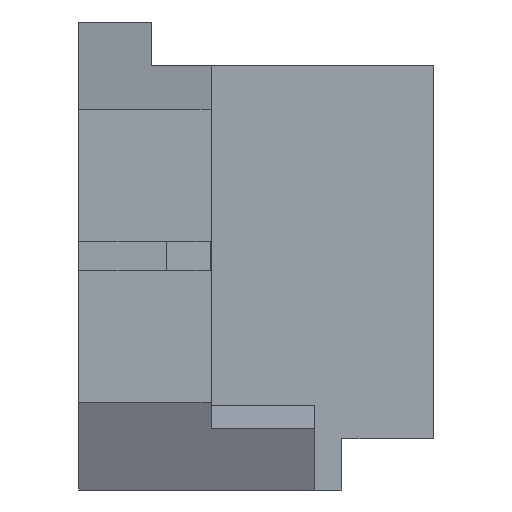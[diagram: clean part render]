
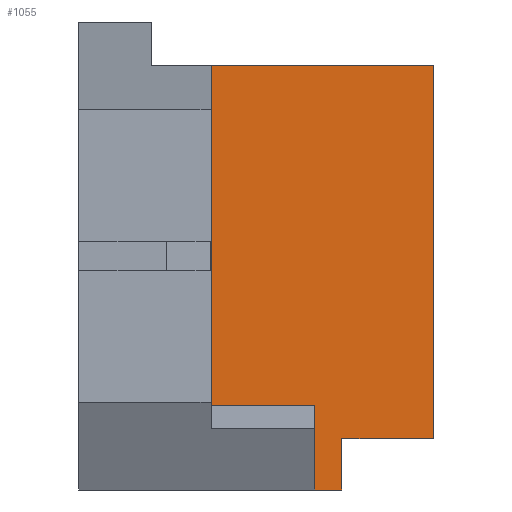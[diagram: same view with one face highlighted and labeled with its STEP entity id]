
A CAD part, left-side view. The second image highlights one B-rep face of the part: STEP entity #1055.
In plain terms, the highlighted planar face has unit normal (-1, 0, 0).
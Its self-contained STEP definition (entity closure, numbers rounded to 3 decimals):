
#63=LINE('',#1590,#156);
#103=LINE('',#1732,#196);
#106=LINE('',#1737,#199);
#107=LINE('',#1739,#200);
#108=LINE('',#1742,#201);
#119=LINE('',#1776,#212);
#124=LINE('',#1785,#217);
#125=LINE('',#1787,#218);
#156=VECTOR('',#1273,10.);
#196=VECTOR('',#1421,10.);
#199=VECTOR('',#1426,10.);
#200=VECTOR('',#1429,10.);
#201=VECTOR('',#1432,10.);
#212=VECTOR('',#1465,10.);
#217=VECTOR('',#1478,10.);
#218=VECTOR('',#1481,10.);
#300=FACE_OUTER_BOUND('',#383,.T.);
#383=EDGE_LOOP('',(#926,#927,#928,#929,#930,#931,#932,#933));
#473=VERTEX_POINT('',#1587);
#474=VERTEX_POINT('',#1589);
#500=VERTEX_POINT('',#1662);
#521=VERTEX_POINT('',#1729);
#522=VERTEX_POINT('',#1731);
#523=VERTEX_POINT('',#1735);
#524=VERTEX_POINT('',#1741);
#536=VERTEX_POINT('',#1774);
#576=EDGE_CURVE('',#473,#474,#63,.T.);
#645=EDGE_CURVE('',#522,#521,#103,.T.);
#648=EDGE_CURVE('',#500,#523,#106,.T.);
#649=EDGE_CURVE('',#521,#500,#107,.T.);
#650=EDGE_CURVE('',#524,#522,#108,.T.);
#668=EDGE_CURVE('',#523,#536,#119,.T.);
#673=EDGE_CURVE('',#536,#474,#124,.T.);
#674=EDGE_CURVE('',#473,#524,#125,.T.);
#926=ORIENTED_EDGE('',*,*,#649,.T.);
#927=ORIENTED_EDGE('',*,*,#648,.T.);
#928=ORIENTED_EDGE('',*,*,#668,.T.);
#929=ORIENTED_EDGE('',*,*,#673,.T.);
#930=ORIENTED_EDGE('',*,*,#576,.F.);
#931=ORIENTED_EDGE('',*,*,#674,.T.);
#932=ORIENTED_EDGE('',*,*,#650,.T.);
#933=ORIENTED_EDGE('',*,*,#645,.T.);
#1001=PLANE('',#1179);
#1055=ADVANCED_FACE('',(#300),#1001,.T.);
#1179=AXIS2_PLACEMENT_3D('',#1786,#1479,#1480);
#1273=DIRECTION('',(0.,0.,-1.));
#1421=DIRECTION('',(0.,-1.,0.));
#1426=DIRECTION('',(0.,-1.,0.));
#1429=DIRECTION('',(0.,0.,-1.));
#1432=DIRECTION('',(0.,0.,-1.));
#1465=DIRECTION('',(0.,0.,1.));
#1478=DIRECTION('',(0.,-1.,0.));
#1479=DIRECTION('center_axis',(-1.,0.,0.));
#1480=DIRECTION('ref_axis',(0.,0.,1.));
#1481=DIRECTION('',(0.,1.,0.));
#1587=CARTESIAN_POINT('',(0.,58.25,173.));
#1589=CARTESIAN_POINT('',(0.,58.25,147.505));
#1590=CARTESIAN_POINT('',(0.,58.25,166.626));
#1662=CARTESIAN_POINT('',(0.,66.35,144.));
#1729=CARTESIAN_POINT('',(0.,66.35,149.8));
#1731=CARTESIAN_POINT('',(0.,73.45,149.8));
#1732=CARTESIAN_POINT('',(0.,61.225,149.8));
#1735=CARTESIAN_POINT('',(0.,64.5,144.));
#1737=CARTESIAN_POINT('',(0.,64.5,144.));
#1739=CARTESIAN_POINT('',(0.,66.35,147.228));
#1741=CARTESIAN_POINT('',(0.,73.45,173.));
#1742=CARTESIAN_POINT('',(0.,73.45,153.753));
#1774=CARTESIAN_POINT('',(0.,64.5,147.505));
#1776=CARTESIAN_POINT('',(0.,64.5,151.25));
#1785=CARTESIAN_POINT('',(0.,49.,147.505));
#1786=CARTESIAN_POINT('Origin',(0.,49.,147.505));
#1787=CARTESIAN_POINT('',(0.,62.,173.));
